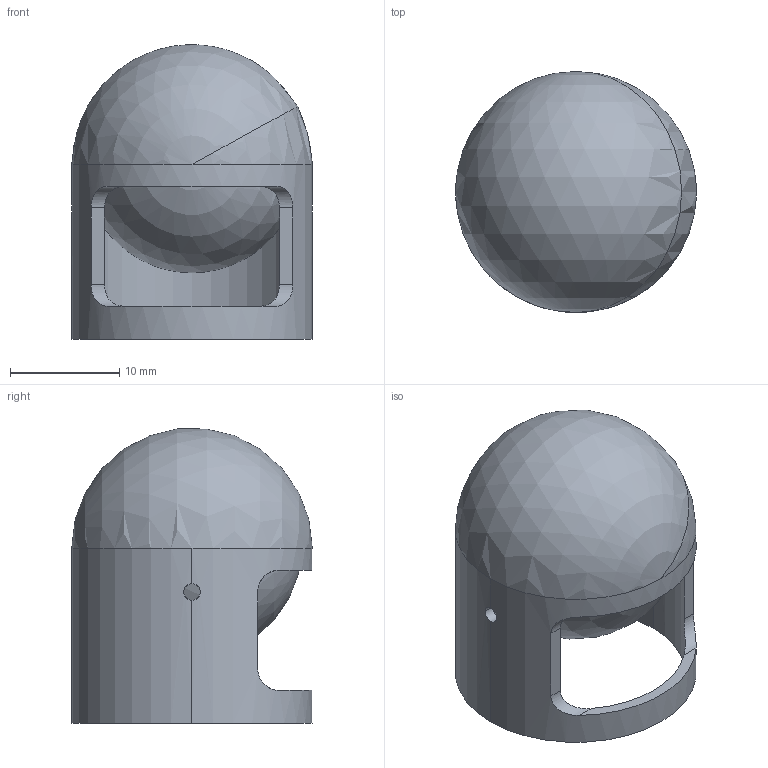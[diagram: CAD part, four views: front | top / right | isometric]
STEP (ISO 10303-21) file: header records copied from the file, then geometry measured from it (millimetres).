
FILE_DESCRIPTION(('CATIA V5 STEP Exchange'),'2;1');
FILE_NAME('casca.stp','2010-11-04T22:20:21+00:00',('none'),('none'),'CATIA Version 5 Release 19 SP 2 (IN-10)','CATIA V5 STEP AP203','none');
FILE_SCHEMA(('CONFIG_CONTROL_DESIGN'));
Length unit declared in the file: millimetre
Products named in the file (1): casca
Bounding box: 22 x 22 x 26.91 mm (x, y, z)
Volume: 6319.6 mm3; surface area: 4248.1 mm2
Topology: 2 solids, 2 shells, 30 faces, 96 edges, 58 vertices
Faces by surface type: cylinder 16, plane 7, sphere 5, torus 2
Entity records: 1112 total; most frequent: CARTESIAN_POINT 372, ORIENTED_EDGE 172, DIRECTION 96, EDGE_CURVE 86, VERTEX_POINT 58, AXIS2_PLACEMENT_3D 50, EDGE_LOOP 34, CIRCLE 30
